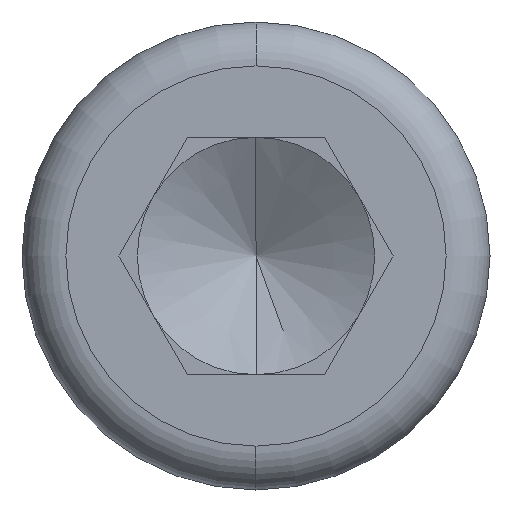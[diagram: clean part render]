
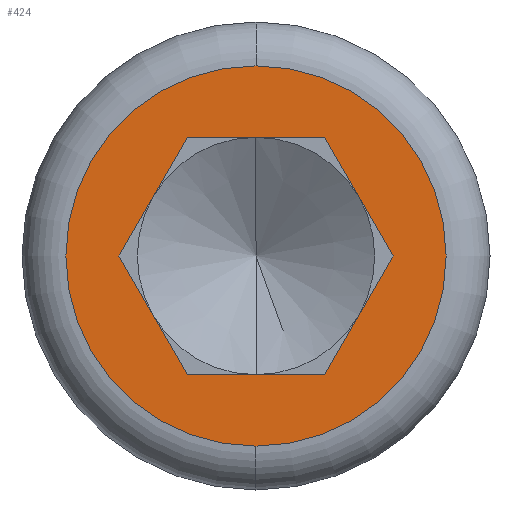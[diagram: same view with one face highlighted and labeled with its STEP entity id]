
A CAD part, left-side view. The second image highlights one B-rep face of the part: STEP entity #424.
In plain terms, the highlighted planar face has unit normal (-1, 0, 0).
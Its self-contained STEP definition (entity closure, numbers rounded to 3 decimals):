
#24 = VECTOR ( 'NONE', #202, 1000. ) ;
#29 = EDGE_CURVE ( 'NONE', #328, #234, #476, .T. ) ;
#33 = EDGE_CURVE ( 'NONE', #433, #633, #212, .T. ) ;
#35 = CARTESIAN_POINT ( 'NONE',  ( 0., 4.685, 0. ) ) ;
#43 = ORIENTED_EDGE ( 'NONE', *, *, #33, .F. ) ;
#45 = CARTESIAN_POINT ( 'NONE',  ( 0., 2.343, 4.057 ) ) ;
#48 = ORIENTED_EDGE ( 'NONE', *, *, #705, .F. ) ;
#62 = CARTESIAN_POINT ( 'NONE',  ( 0., -4.685, 0. ) ) ;
#73 = DIRECTION ( 'NONE',  ( -1., 0., 0. ) ) ;
#98 = LINE ( 'NONE', #307, #393 ) ;
#118 = CARTESIAN_POINT ( 'NONE',  ( 0., -2.343, -4.057 ) ) ;
#130 = ORIENTED_EDGE ( 'NONE', *, *, #362, .T. ) ;
#144 = CARTESIAN_POINT ( 'NONE',  ( 0., 2.343, -4.058 ) ) ;
#178 = EDGE_LOOP ( 'NONE', ( #130, #48, #600, #490, #346, #43 ) ) ;
#188 = DIRECTION ( 'NONE',  ( 0., 0., 1. ) ) ;
#193 = CARTESIAN_POINT ( 'NONE',  ( 0., -2.343, 4.057 ) ) ;
#202 = DIRECTION ( 'NONE',  ( 0., 1., 0. ) ) ;
#205 = LINE ( 'NONE', #193, #630 ) ;
#208 = DIRECTION ( 'NONE',  ( -1., 0., 0. ) ) ;
#212 = LINE ( 'NONE', #454, #264 ) ;
#234 = VERTEX_POINT ( 'NONE', #482 ) ;
#238 = AXIS2_PLACEMENT_3D ( 'NONE', #258, #732, #554 ) ;
#244 = EDGE_CURVE ( 'NONE', #234, #328, #329, .T. ) ;
#258 = CARTESIAN_POINT ( 'NONE',  ( 0., 0., 0. ) ) ;
#264 = VECTOR ( 'NONE', #676, 1000. ) ;
#301 = AXIS2_PLACEMENT_3D ( 'NONE', #330, #208, #449 ) ;
#307 = CARTESIAN_POINT ( 'NONE',  ( 0., -4.685, 0. ) ) ;
#328 = VERTEX_POINT ( 'NONE', #719 ) ;
#329 = CIRCLE ( 'NONE', #428, 6.5 ) ;
#330 = CARTESIAN_POINT ( 'NONE',  ( 0., 0., 0. ) ) ;
#346 = ORIENTED_EDGE ( 'NONE', *, *, #349, .F. ) ;
#349 = EDGE_CURVE ( 'NONE', #633, #460, #389, .T. ) ;
#362 = EDGE_CURVE ( 'NONE', #433, #385, #374, .T. ) ;
#372 = VERTEX_POINT ( 'NONE', #660 ) ;
#374 = LINE ( 'NONE', #384, #517 ) ;
#384 = CARTESIAN_POINT ( 'NONE',  ( 0., 4.685, 0. ) ) ;
#385 = VERTEX_POINT ( 'NONE', #45 ) ;
#389 = LINE ( 'NONE', #144, #416 ) ;
#393 = VECTOR ( 'NONE', #501, 1000. ) ;
#401 = EDGE_CURVE ( 'NONE', #372, #463, #205, .T. ) ;
#416 = VECTOR ( 'NONE', #445, 1000. ) ;
#424 = ADVANCED_FACE ( 'NONE', ( #605, #506 ), #728, .T. ) ;
#428 = AXIS2_PLACEMENT_3D ( 'NONE', #585, #73, #188 ) ;
#433 = VERTEX_POINT ( 'NONE', #35 ) ;
#438 = CARTESIAN_POINT ( 'NONE',  ( 0., -2.343, 4.057 ) ) ;
#445 = DIRECTION ( 'NONE',  ( 0., -1., 0. ) ) ;
#449 = DIRECTION ( 'NONE',  ( 0., 0., 1. ) ) ;
#454 = CARTESIAN_POINT ( 'NONE',  ( 0., 4.685, 0. ) ) ;
#460 = VERTEX_POINT ( 'NONE', #118 ) ;
#463 = VERTEX_POINT ( 'NONE', #62 ) ;
#475 = CARTESIAN_POINT ( 'NONE',  ( 0., 2.343, -4.058 ) ) ;
#476 = CIRCLE ( 'NONE', #238, 6.5 ) ;
#481 = ORIENTED_EDGE ( 'NONE', *, *, #244, .T. ) ;
#482 = CARTESIAN_POINT ( 'NONE',  ( 0., 0., -6.5 ) ) ;
#490 = ORIENTED_EDGE ( 'NONE', *, *, #674, .T. ) ;
#501 = DIRECTION ( 'NONE',  ( 0., 0.5, -0.866 ) ) ;
#506 = FACE_OUTER_BOUND ( 'NONE', #697, .T. ) ;
#517 = VECTOR ( 'NONE', #615, 1000. ) ;
#544 = LINE ( 'NONE', #438, #24 ) ;
#554 = DIRECTION ( 'NONE',  ( 0., 0., 1. ) ) ;
#585 = CARTESIAN_POINT ( 'NONE',  ( 0., 0., 0. ) ) ;
#600 = ORIENTED_EDGE ( 'NONE', *, *, #401, .T. ) ;
#605 = FACE_BOUND ( 'NONE', #178, .T. ) ;
#615 = DIRECTION ( 'NONE',  ( 0., -0.5, 0.866 ) ) ;
#630 = VECTOR ( 'NONE', #669, 1000. ) ;
#633 = VERTEX_POINT ( 'NONE', #475 ) ;
#649 = ORIENTED_EDGE ( 'NONE', *, *, #29, .T. ) ;
#660 = CARTESIAN_POINT ( 'NONE',  ( 0., -2.343, 4.057 ) ) ;
#669 = DIRECTION ( 'NONE',  ( 0., -0.5, -0.866 ) ) ;
#674 = EDGE_CURVE ( 'NONE', #463, #460, #98, .T. ) ;
#676 = DIRECTION ( 'NONE',  ( 0., -0.5, -0.866 ) ) ;
#697 = EDGE_LOOP ( 'NONE', ( #649, #481 ) ) ;
#705 = EDGE_CURVE ( 'NONE', #372, #385, #544, .T. ) ;
#719 = CARTESIAN_POINT ( 'NONE',  ( 0., 0., 6.5 ) ) ;
#728 = PLANE ( 'NONE',  #301 ) ;
#732 = DIRECTION ( 'NONE',  ( -1., 0., 0. ) ) ;
